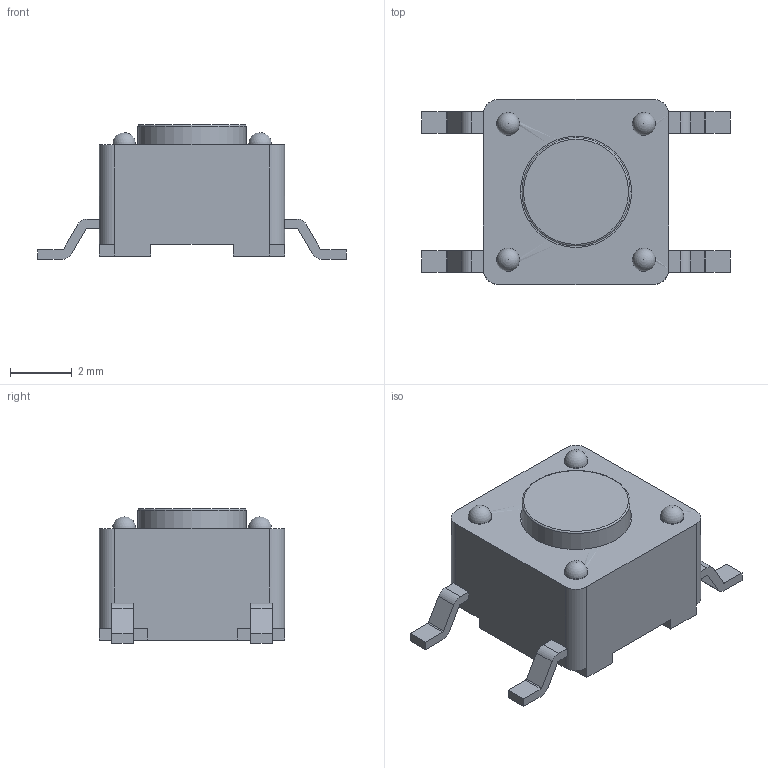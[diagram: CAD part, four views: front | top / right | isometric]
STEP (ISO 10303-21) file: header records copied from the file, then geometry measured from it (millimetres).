
FILE_DESCRIPTION((' '),'2;1');
FILE_NAME('LL3301NFxxxxG.stp','2017-08-03T10:29:57',(' '),(' '),' ','ACIS',' ');
FILE_SCHEMA(('CONFIG_CONTROL_DESIGN'));
Length unit declared in the file: inch
Products named in the file (1): LL3301NFxxxxG.stp
Bounding box: 10 x 6 x 4.35 mm (x, y, z)
Volume: 101.2 mm3; surface area: 354.1 mm2
Topology: 2 solids, 3 shells, 200 faces, 527 edges, 343 vertices
Faces by surface type: plane 121, cylinder 66, sphere 6, torus 5, bspline 1, cone 1
Full cylindrical faces by diameter (mm): 0.75 x4, 3.5 x1, 3.6 x1, 5 x1
Entity records: 6171 total; most frequent: CARTESIAN_POINT 1092, DIRECTION 1033, ORIENTED_EDGE 1009, EDGE_CURVE 505, VECTOR 373, LINE 373, VERTEX_POINT 334, AXIS2_PLACEMENT_3D 330
